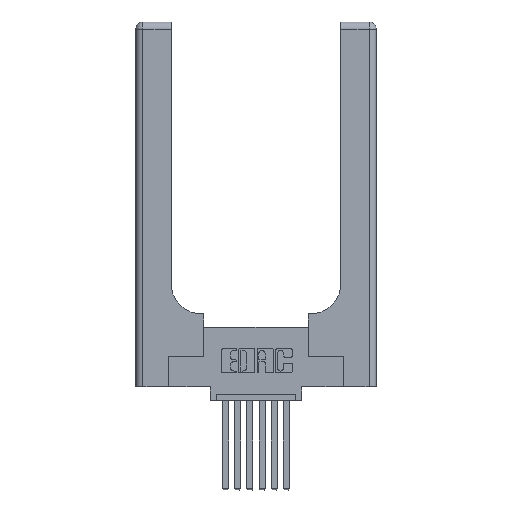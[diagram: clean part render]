
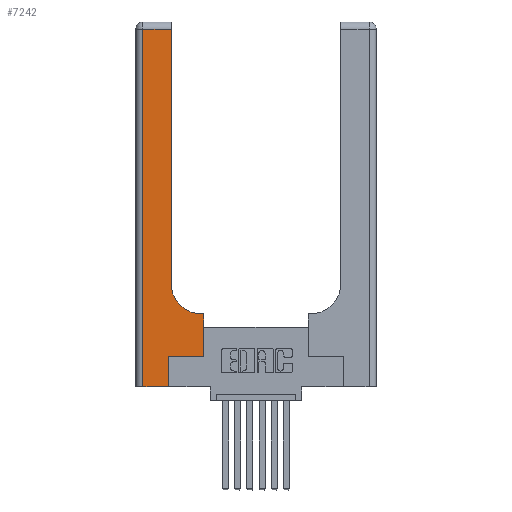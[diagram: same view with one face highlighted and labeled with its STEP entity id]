
A CAD part, top view. The second image highlights one B-rep face of the part: STEP entity #7242.
In plain terms, the highlighted planar face has unit normal (0, 0, 1).
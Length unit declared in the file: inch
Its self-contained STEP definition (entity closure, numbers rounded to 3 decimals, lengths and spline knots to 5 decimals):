
#20 = CARTESIAN_POINT ( 'NONE',  ( 0.2915, 0.85, 0.37 ) ) ;
#99 = CARTESIAN_POINT ( 'NONE',  ( 0.5585, 0.25, 0.37 ) ) ;
#301 = CARTESIAN_POINT ( 'NONE',  ( 0., 0., 0.37 ) ) ;
#464 = EDGE_CURVE ( 'NONE', #8114, #5707, #12990, .T. ) ;
#583 = DIRECTION ( 'NONE',  ( 0., 0., -1. ) ) ;
#621 = DIRECTION ( 'NONE',  ( 1., 0., 0. ) ) ;
#730 = ORIENTED_EDGE ( 'NONE', *, *, #1090, .T. ) ;
#854 = CARTESIAN_POINT ( 'NONE',  ( 0.2915, 3., 0.37 ) ) ;
#1090 = EDGE_CURVE ( 'NONE', #3792, #13415, #10189, .T. ) ;
#1522 = CARTESIAN_POINT ( 'NONE',  ( 0.269, 0.25, 0.37 ) ) ;
#1805 = VERTEX_POINT ( 'NONE', #4384 ) ;
#1883 = VERTEX_POINT ( 'NONE', #20 ) ;
#1914 = ORIENTED_EDGE ( 'NONE', *, *, #10776, .T. ) ;
#2430 = VECTOR ( 'NONE', #2651, 39.37008 ) ;
#2559 = VERTEX_POINT ( 'NONE', #8224 ) ;
#2578 = DIRECTION ( 'NONE',  ( 0., -1., 0. ) ) ;
#2651 = DIRECTION ( 'NONE',  ( 1., 0., 0. ) ) ;
#2855 = ORIENTED_EDGE ( 'NONE', *, *, #464, .T. ) ;
#3792 = VERTEX_POINT ( 'NONE', #11726 ) ;
#3810 = VERTEX_POINT ( 'NONE', #10649 ) ;
#3838 = EDGE_CURVE ( 'NONE', #3810, #1805, #12903, .T. ) ;
#3877 = LINE ( 'NONE', #301, #7933 ) ;
#4037 = LINE ( 'NONE', #14198, #10218 ) ;
#4324 = ORIENTED_EDGE ( 'NONE', *, *, #10413, .T. ) ;
#4330 = LINE ( 'NONE', #854, #7855 ) ;
#4384 = CARTESIAN_POINT ( 'NONE',  ( 0.269, 0.25, 0.37 ) ) ;
#4449 = CARTESIAN_POINT ( 'NONE',  ( 0.06, 2.94, 0.37 ) ) ;
#4594 = EDGE_CURVE ( 'NONE', #13415, #1883, #12016, .T. ) ;
#4820 = CARTESIAN_POINT ( 'NONE',  ( 0.06, 0., 0.37 ) ) ;
#5118 = PLANE ( 'NONE',  #12335 ) ;
#5537 = LINE ( 'NONE', #10932, #8329 ) ;
#5629 = VECTOR ( 'NONE', #7055, 39.37008 ) ;
#5707 = VERTEX_POINT ( 'NONE', #4820 ) ;
#5976 = CARTESIAN_POINT ( 'NONE',  ( 0.2915, 0.6, 0.37 ) ) ;
#6337 = FACE_OUTER_BOUND ( 'NONE', #12636, .T. ) ;
#6404 = DIRECTION ( 'NONE',  ( 0., 1., 0. ) ) ;
#6564 = VERTEX_POINT ( 'NONE', #99 ) ;
#7055 = DIRECTION ( 'NONE',  ( -1., 0., 0. ) ) ;
#7184 = ORIENTED_EDGE ( 'NONE', *, *, #13702, .T. ) ;
#7242 = ADVANCED_FACE ( 'NONE', ( #6337 ), #5118, .F. ) ;
#7343 = EDGE_CURVE ( 'NONE', #6564, #3792, #4037, .T. ) ;
#7855 = VECTOR ( 'NONE', #8575, 39.37008 ) ;
#7878 = CARTESIAN_POINT ( 'NONE',  ( 0.5415, 0.85, 0.37 ) ) ;
#7924 = DIRECTION ( 'NONE',  ( 0., 0., -1. ) ) ;
#7933 = VECTOR ( 'NONE', #621, 39.37008 ) ;
#8114 = VERTEX_POINT ( 'NONE', #4449 ) ;
#8224 = CARTESIAN_POINT ( 'NONE',  ( 0.2915, 2.94, 0.37 ) ) ;
#8277 = CARTESIAN_POINT ( 'NONE',  ( 0.06, 3., 0.37 ) ) ;
#8329 = VECTOR ( 'NONE', #8634, 39.37008 ) ;
#8575 = DIRECTION ( 'NONE',  ( 0., 1., 0. ) ) ;
#8634 = DIRECTION ( 'NONE',  ( -1., 0., 0. ) ) ;
#9049 = DIRECTION ( 'NONE',  ( 1., 0., 0. ) ) ;
#9102 = CARTESIAN_POINT ( 'NONE',  ( 0.5415, 0.6, 0.37 ) ) ;
#9685 = CARTESIAN_POINT ( 'NONE',  ( 0., 3., 0.37 ) ) ;
#10097 = ORIENTED_EDGE ( 'NONE', *, *, #11787, .T. ) ;
#10189 = LINE ( 'NONE', #5976, #5629 ) ;
#10218 = VECTOR ( 'NONE', #6404, 39.37008 ) ;
#10413 = EDGE_CURVE ( 'NONE', #1883, #2559, #4330, .T. ) ;
#10465 = AXIS2_PLACEMENT_3D ( 'NONE', #7878, #7924, #9049 ) ;
#10649 = CARTESIAN_POINT ( 'NONE',  ( 0.269, 0., 0.37 ) ) ;
#10706 = DIRECTION ( 'NONE',  ( 0., 1., 0. ) ) ;
#10776 = EDGE_CURVE ( 'NONE', #1805, #6564, #13624, .T. ) ;
#10932 = CARTESIAN_POINT ( 'NONE',  ( 0., 2.94, 0.37 ) ) ;
#11365 = VECTOR ( 'NONE', #10706, 39.37008 ) ;
#11726 = CARTESIAN_POINT ( 'NONE',  ( 0.5585, 0.6, 0.37 ) ) ;
#11787 = EDGE_CURVE ( 'NONE', #2559, #8114, #5537, .T. ) ;
#12016 = CIRCLE ( 'NONE', #10465, 0.25 ) ;
#12335 = AXIS2_PLACEMENT_3D ( 'NONE', #9685, #583, #12867 ) ;
#12636 = EDGE_LOOP ( 'NONE', ( #4324, #10097, #2855, #7184, #14064, #1914, #13762, #730, #13290 ) ) ;
#12867 = DIRECTION ( 'NONE',  ( -1., 0., 0. ) ) ;
#12903 = LINE ( 'NONE', #14268, #11365 ) ;
#12990 = LINE ( 'NONE', #8277, #14412 ) ;
#13290 = ORIENTED_EDGE ( 'NONE', *, *, #4594, .T. ) ;
#13415 = VERTEX_POINT ( 'NONE', #9102 ) ;
#13624 = LINE ( 'NONE', #1522, #2430 ) ;
#13702 = EDGE_CURVE ( 'NONE', #5707, #3810, #3877, .T. ) ;
#13762 = ORIENTED_EDGE ( 'NONE', *, *, #7343, .T. ) ;
#14064 = ORIENTED_EDGE ( 'NONE', *, *, #3838, .T. ) ;
#14198 = CARTESIAN_POINT ( 'NONE',  ( 0.5585, 0.25, 0.37 ) ) ;
#14268 = CARTESIAN_POINT ( 'NONE',  ( 0.269, 0., 0.37 ) ) ;
#14412 = VECTOR ( 'NONE', #2578, 39.37008 ) ;
